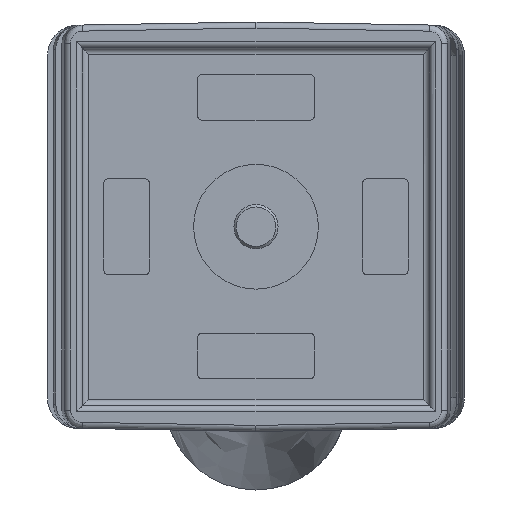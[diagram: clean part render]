
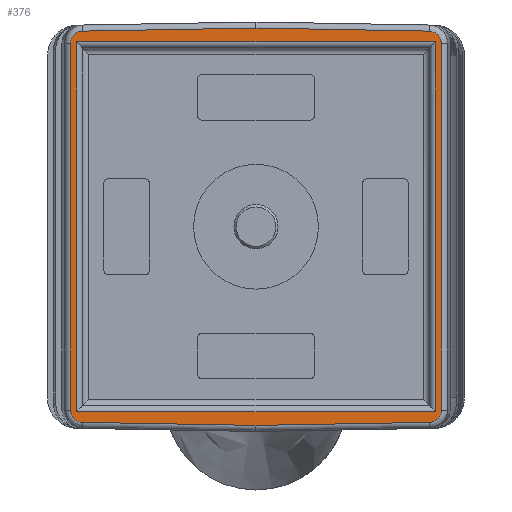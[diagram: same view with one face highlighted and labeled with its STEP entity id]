
A CAD part, front view. The second image highlights one B-rep face of the part: STEP entity #376.
In plain terms, the highlighted planar face has unit normal (0, -1, 0).
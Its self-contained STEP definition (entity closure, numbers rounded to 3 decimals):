
#59=ELLIPSE('',#3091,1.2,1.2);
#60=ELLIPSE('',#3092,0.798,0.798);
#61=ELLIPSE('',#3093,0.798,0.798);
#62=ELLIPSE('',#3094,1.2,1.2);
#63=ELLIPSE('',#3095,1.2,1.2);
#64=ELLIPSE('',#3096,0.798,0.798);
#65=ELLIPSE('',#3097,0.798,0.798);
#66=ELLIPSE('',#3098,1.2,1.2);
#154=FACE_BOUND('',#817,.T.);
#155=FACE_BOUND('',#818,.T.);
#376=ADVANCED_FACE('',(#154,#155),#532,.T.);
#532=PLANE('',#3099);
#817=EDGE_LOOP('',(#1186,#1187,#1188,#1189,#1190,#1191,#1192,#1193,#1194,
#1195,#1196,#1197,#1198,#1199,#1200,#1201,#1202,#1203));
#818=EDGE_LOOP('',(#1204,#1205,#1206,#1207));
#1186=ORIENTED_EDGE('',*,*,#2260,.F.);
#1187=ORIENTED_EDGE('',*,*,#2261,.T.);
#1188=ORIENTED_EDGE('',*,*,#2262,.T.);
#1189=ORIENTED_EDGE('',*,*,#2263,.T.);
#1190=ORIENTED_EDGE('',*,*,#2264,.T.);
#1191=ORIENTED_EDGE('',*,*,#2265,.T.);
#1192=ORIENTED_EDGE('',*,*,#2266,.T.);
#1193=ORIENTED_EDGE('',*,*,#2267,.T.);
#1194=ORIENTED_EDGE('',*,*,#2268,.T.);
#1195=ORIENTED_EDGE('',*,*,#2269,.F.);
#1196=ORIENTED_EDGE('',*,*,#2270,.T.);
#1197=ORIENTED_EDGE('',*,*,#2271,.T.);
#1198=ORIENTED_EDGE('',*,*,#2272,.T.);
#1199=ORIENTED_EDGE('',*,*,#2273,.T.);
#1200=ORIENTED_EDGE('',*,*,#2274,.T.);
#1201=ORIENTED_EDGE('',*,*,#2275,.T.);
#1202=ORIENTED_EDGE('',*,*,#2276,.T.);
#1203=ORIENTED_EDGE('',*,*,#2277,.T.);
#1204=ORIENTED_EDGE('',*,*,#2278,.T.);
#1205=ORIENTED_EDGE('',*,*,#2279,.T.);
#1206=ORIENTED_EDGE('',*,*,#2280,.T.);
#1207=ORIENTED_EDGE('',*,*,#2281,.T.);
#1943=VERTEX_POINT('',#4781);
#1944=VERTEX_POINT('',#4782);
#1945=VERTEX_POINT('',#4784);
#1946=VERTEX_POINT('',#4786);
#1947=VERTEX_POINT('',#4788);
#1948=VERTEX_POINT('',#4790);
#1949=VERTEX_POINT('',#4792);
#1950=VERTEX_POINT('',#4794);
#1951=VERTEX_POINT('',#4796);
#1952=VERTEX_POINT('',#4798);
#1953=VERTEX_POINT('',#4800);
#1954=VERTEX_POINT('',#4802);
#1955=VERTEX_POINT('',#4804);
#1956=VERTEX_POINT('',#4806);
#1957=VERTEX_POINT('',#4808);
#1958=VERTEX_POINT('',#4810);
#1959=VERTEX_POINT('',#4812);
#1960=VERTEX_POINT('',#4814);
#1961=VERTEX_POINT('',#4817);
#1962=VERTEX_POINT('',#4818);
#1963=VERTEX_POINT('',#4820);
#1964=VERTEX_POINT('',#4822);
#2260=EDGE_CURVE('',#1943,#1944,#2622,.T.);
#2261=EDGE_CURVE('',#1943,#1945,#2623,.T.);
#2262=EDGE_CURVE('',#1945,#1946,#2624,.T.);
#2263=EDGE_CURVE('',#1946,#1947,#2625,.T.);
#2264=EDGE_CURVE('',#1947,#1948,#59,.T.);
#2265=EDGE_CURVE('',#1948,#1949,#60,.T.);
#2266=EDGE_CURVE('',#1949,#1950,#2626,.T.);
#2267=EDGE_CURVE('',#1950,#1951,#61,.T.);
#2268=EDGE_CURVE('',#1951,#1952,#62,.T.);
#2269=EDGE_CURVE('',#1953,#1952,#2627,.T.);
#2270=EDGE_CURVE('',#1953,#1954,#2628,.T.);
#2271=EDGE_CURVE('',#1954,#1955,#2629,.T.);
#2272=EDGE_CURVE('',#1955,#1956,#2630,.T.);
#2273=EDGE_CURVE('',#1956,#1957,#63,.T.);
#2274=EDGE_CURVE('',#1957,#1958,#64,.T.);
#2275=EDGE_CURVE('',#1958,#1959,#2631,.T.);
#2276=EDGE_CURVE('',#1959,#1960,#65,.T.);
#2277=EDGE_CURVE('',#1960,#1944,#66,.T.);
#2278=EDGE_CURVE('',#1961,#1962,#2632,.T.);
#2279=EDGE_CURVE('',#1962,#1963,#2633,.T.);
#2280=EDGE_CURVE('',#1963,#1964,#2634,.T.);
#2281=EDGE_CURVE('',#1964,#1961,#2635,.T.);
#2622=LINE('',#4780,#2864);
#2623=LINE('',#4783,#2865);
#2624=LINE('',#4785,#2866);
#2625=LINE('',#4787,#2867);
#2626=LINE('',#4793,#2868);
#2627=LINE('',#4799,#2869);
#2628=LINE('',#4801,#2870);
#2629=LINE('',#4803,#2871);
#2630=LINE('',#4805,#2872);
#2631=LINE('',#4811,#2873);
#2632=LINE('',#4816,#2874);
#2633=LINE('',#4819,#2875);
#2634=LINE('',#4821,#2876);
#2635=LINE('',#4823,#2877);
#2864=VECTOR('',#3624,1.);
#2865=VECTOR('',#3625,1.);
#2866=VECTOR('',#3626,1.);
#2867=VECTOR('',#3627,1.);
#2868=VECTOR('',#3632,1.);
#2869=VECTOR('',#3637,1.);
#2870=VECTOR('',#3638,1.);
#2871=VECTOR('',#3639,1.);
#2872=VECTOR('',#3640,1.);
#2873=VECTOR('',#3645,1.);
#2874=VECTOR('',#3650,1.);
#2875=VECTOR('',#3651,1.);
#2876=VECTOR('',#3652,1.);
#2877=VECTOR('',#3653,1.);
#3091=AXIS2_PLACEMENT_3D('',#4789,#3628,#3629);
#3092=AXIS2_PLACEMENT_3D('',#4791,#3630,#3631);
#3093=AXIS2_PLACEMENT_3D('',#4795,#3633,#3634);
#3094=AXIS2_PLACEMENT_3D('',#4797,#3635,#3636);
#3095=AXIS2_PLACEMENT_3D('',#4807,#3641,#3642);
#3096=AXIS2_PLACEMENT_3D('',#4809,#3643,#3644);
#3097=AXIS2_PLACEMENT_3D('',#4813,#3646,#3647);
#3098=AXIS2_PLACEMENT_3D('',#4815,#3648,#3649);
#3099=AXIS2_PLACEMENT_3D('',#4824,#3654,#3655);
#3624=DIRECTION('',(0.,0.,1.));
#3625=DIRECTION('',(1.,0.,-0.017));
#3626=DIRECTION('',(1.,0.,0.017));
#3627=DIRECTION('',(0.,0.,1.));
#3628=DIRECTION('',(0.,-1.,0.));
#3629=DIRECTION('',(-1.,0.,0.));
#3630=DIRECTION('',(0.,-1.,0.));
#3631=DIRECTION('',(-1.,0.,0.));
#3632=DIRECTION('',(0.,0.,1.));
#3633=DIRECTION('',(0.,-1.,0.));
#3634=DIRECTION('',(-1.,0.,0.));
#3635=DIRECTION('',(0.,-1.,0.));
#3636=DIRECTION('',(-1.,0.,0.));
#3637=DIRECTION('',(0.,0.,-1.));
#3638=DIRECTION('',(-1.,0.,0.017));
#3639=DIRECTION('',(-1.,0.,-0.017));
#3640=DIRECTION('',(0.,0.,-1.));
#3641=DIRECTION('',(0.,-1.,0.));
#3642=DIRECTION('',(-1.,0.,0.));
#3643=DIRECTION('',(0.,-1.,0.));
#3644=DIRECTION('',(-1.,0.,0.));
#3645=DIRECTION('',(0.,0.,-1.));
#3646=DIRECTION('',(0.,-1.,0.));
#3647=DIRECTION('',(-1.,0.,0.));
#3648=DIRECTION('',(0.,-1.,0.));
#3649=DIRECTION('',(-1.,0.,0.));
#3650=DIRECTION('',(0.,0.,1.));
#3651=DIRECTION('',(1.,0.,0.));
#3652=DIRECTION('',(0.,0.,-1.));
#3653=DIRECTION('',(-1.,0.,0.));
#3654=DIRECTION('',(0.,-1.,0.));
#3655=DIRECTION('',(0.,0.,1.));
#4780=CARTESIAN_POINT('',(-11.38,-26.6,-3.95));
#4781=CARTESIAN_POINT('',(-11.38,-26.6,-1.554));
#4782=CARTESIAN_POINT('',(-11.38,-26.6,-1.55));
#4783=CARTESIAN_POINT('',(12.9,-26.6,-1.978));
#4784=CARTESIAN_POINT('',(0.,-26.6,-1.753));
#4785=CARTESIAN_POINT('',(11.373,-26.6,-1.554));
#4786=CARTESIAN_POINT('',(11.38,-26.6,-1.554));
#4787=CARTESIAN_POINT('',(11.38,-26.6,-3.95));
#4788=CARTESIAN_POINT('',(11.38,-26.6,-1.55));
#4789=CARTESIAN_POINT('',(11.384,-26.6,-0.35));
#4790=CARTESIAN_POINT('',(11.39,-26.6,-1.55));
#4791=CARTESIAN_POINT('',(11.386,-26.6,-0.752));
#4792=CARTESIAN_POINT('',(12.184,-26.6,-0.752));
#4793=CARTESIAN_POINT('',(12.184,-26.6,23.352));
#4794=CARTESIAN_POINT('',(12.184,-26.6,23.352));
#4795=CARTESIAN_POINT('',(11.386,-26.6,23.352));
#4796=CARTESIAN_POINT('',(11.39,-26.6,24.15));
#4797=CARTESIAN_POINT('',(11.384,-26.6,22.95));
#4798=CARTESIAN_POINT('',(11.38,-26.6,24.15));
#4799=CARTESIAN_POINT('',(11.38,-26.6,27.55));
#4800=CARTESIAN_POINT('',(11.38,-26.6,24.154));
#4801=CARTESIAN_POINT('',(13.355,-26.6,24.12));
#4802=CARTESIAN_POINT('',(0.,-26.6,24.353));
#4803=CARTESIAN_POINT('',(12.437,-26.6,24.57));
#4804=CARTESIAN_POINT('',(-11.377,-26.6,24.154));
#4805=CARTESIAN_POINT('',(-11.377,-26.6,27.55));
#4806=CARTESIAN_POINT('',(-11.377,-26.6,24.15));
#4807=CARTESIAN_POINT('',(-11.384,-26.6,22.95));
#4808=CARTESIAN_POINT('',(-11.39,-26.6,24.15));
#4809=CARTESIAN_POINT('',(-11.386,-26.6,23.352));
#4810=CARTESIAN_POINT('',(-12.184,-26.6,23.352));
#4811=CARTESIAN_POINT('',(-12.184,-26.6,-1.95));
#4812=CARTESIAN_POINT('',(-12.184,-26.6,-0.752));
#4813=CARTESIAN_POINT('',(-11.386,-26.6,-0.752));
#4814=CARTESIAN_POINT('',(-11.39,-26.6,-1.55));
#4815=CARTESIAN_POINT('',(-11.384,-26.6,-0.35));
#4816=CARTESIAN_POINT('',(-11.794,-26.6,23.05));
#4817=CARTESIAN_POINT('',(-11.794,-26.6,-0.844));
#4818=CARTESIAN_POINT('',(-11.794,-26.6,23.444));
#4819=CARTESIAN_POINT('',(11.4,-26.6,23.444));
#4820=CARTESIAN_POINT('',(11.794,-26.6,23.444));
#4821=CARTESIAN_POINT('',(11.794,-26.6,-0.45));
#4822=CARTESIAN_POINT('',(11.794,-26.6,-0.844));
#4823=CARTESIAN_POINT('',(-11.4,-26.6,-0.844));
#4824=CARTESIAN_POINT('',(12.9,-26.6,-1.95));
